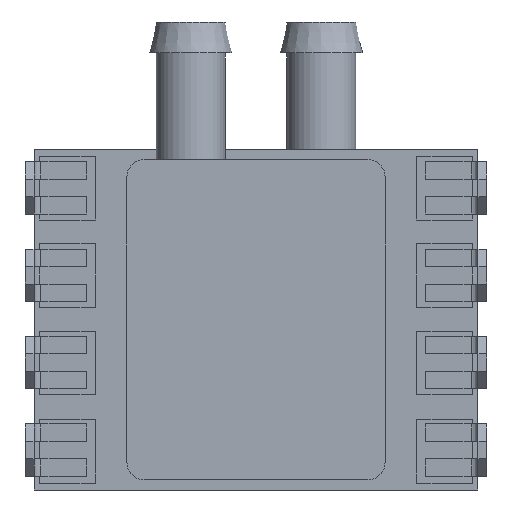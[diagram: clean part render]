
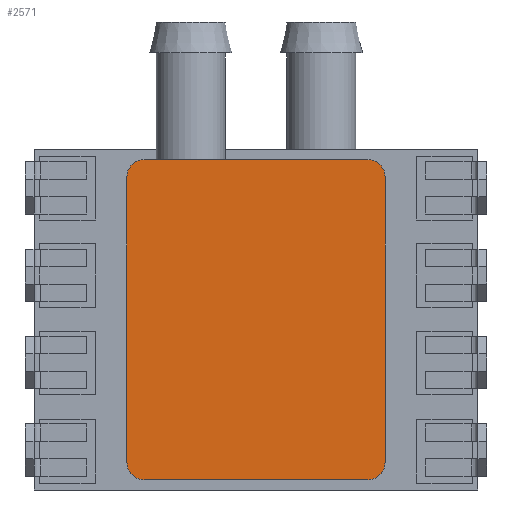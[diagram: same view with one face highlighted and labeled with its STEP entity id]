
A CAD part, front view. The second image highlights one B-rep face of the part: STEP entity #2571.
In plain terms, the highlighted planar face has unit normal (0, -1, 0).
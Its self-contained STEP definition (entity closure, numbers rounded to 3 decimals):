
#121=CIRCLE('',#2742,0.5);
#122=CIRCLE('',#2745,0.5);
#123=CIRCLE('',#2746,0.5);
#124=CIRCLE('',#2747,0.5);
#278=FACE_OUTER_BOUND('',#438,.T.);
#438=EDGE_LOOP('',(#2261,#2262,#2263,#2264,#2265,#2266,#2267,#2268));
#748=LINE('',#4140,#1052);
#751=LINE('',#4146,#1055);
#752=LINE('',#4150,#1056);
#753=LINE('',#4154,#1057);
#1052=VECTOR('',#3384,8.3);
#1055=VECTOR('',#3389,6.5);
#1056=VECTOR('',#3392,8.3);
#1057=VECTOR('',#3395,6.5);
#1276=VERTEX_POINT('',#4133);
#1277=VERTEX_POINT('',#4135);
#1278=VERTEX_POINT('',#4139);
#1280=VERTEX_POINT('',#4145);
#1281=VERTEX_POINT('',#4147);
#1282=VERTEX_POINT('',#4149);
#1283=VERTEX_POINT('',#4151);
#1284=VERTEX_POINT('',#4153);
#1610=EDGE_CURVE('',#1276,#1277,#121,.T.);
#1612=EDGE_CURVE('',#1277,#1278,#748,.T.);
#1615=EDGE_CURVE('',#1280,#1276,#751,.T.);
#1616=EDGE_CURVE('',#1281,#1280,#122,.T.);
#1617=EDGE_CURVE('',#1282,#1281,#752,.T.);
#1618=EDGE_CURVE('',#1283,#1282,#123,.T.);
#1619=EDGE_CURVE('',#1284,#1283,#753,.T.);
#1620=EDGE_CURVE('',#1278,#1284,#124,.T.);
#2261=ORIENTED_EDGE('',*,*,#1610,.F.);
#2262=ORIENTED_EDGE('',*,*,#1615,.F.);
#2263=ORIENTED_EDGE('',*,*,#1616,.F.);
#2264=ORIENTED_EDGE('',*,*,#1617,.F.);
#2265=ORIENTED_EDGE('',*,*,#1618,.F.);
#2266=ORIENTED_EDGE('',*,*,#1619,.F.);
#2267=ORIENTED_EDGE('',*,*,#1620,.F.);
#2268=ORIENTED_EDGE('',*,*,#1612,.F.);
#2436=PLANE('',#2744);
#2571=ADVANCED_FACE('',(#278),#2436,.T.);
#2742=AXIS2_PLACEMENT_3D('',#4136,#3379,#3380);
#2744=AXIS2_PLACEMENT_3D('',#4144,#3387,#3388);
#2745=AXIS2_PLACEMENT_3D('',#4148,#3390,#3391);
#2746=AXIS2_PLACEMENT_3D('',#4152,#3393,#3394);
#2747=AXIS2_PLACEMENT_3D('',#4155,#3396,#3397);
#3379=DIRECTION('center_axis',(0.,1.,0.));
#3380=DIRECTION('ref_axis',(0.707,0.,-0.707));
#3384=DIRECTION('',(-1.,0.,0.));
#3387=DIRECTION('center_axis',(0.,-1.,0.));
#3388=DIRECTION('ref_axis',(0.,0.,-1.));
#3389=DIRECTION('',(0.,0.,-1.));
#3390=DIRECTION('center_axis',(0.,1.,0.));
#3391=DIRECTION('ref_axis',(0.707,0.,0.707));
#3392=DIRECTION('',(1.,0.,0.));
#3393=DIRECTION('center_axis',(0.,1.,0.));
#3394=DIRECTION('ref_axis',(-0.707,0.,0.707));
#3395=DIRECTION('',(0.,0.,1.));
#3396=DIRECTION('center_axis',(0.,1.,0.));
#3397=DIRECTION('ref_axis',(-0.707,0.,-0.707));
#4133=CARTESIAN_POINT('',(4.65,0.,-3.25));
#4135=CARTESIAN_POINT('',(4.15,0.,-3.75));
#4136=CARTESIAN_POINT('Origin',(4.15,0.,-3.25));
#4139=CARTESIAN_POINT('',(-4.15,0.,-3.75));
#4140=CARTESIAN_POINT('',(4.65,0.,-3.75));
#4144=CARTESIAN_POINT('Origin',(0.,0.,0.));
#4145=CARTESIAN_POINT('',(4.65,0.,3.25));
#4146=CARTESIAN_POINT('',(4.65,0.,3.75));
#4147=CARTESIAN_POINT('',(4.15,0.,3.75));
#4148=CARTESIAN_POINT('Origin',(4.15,0.,3.25));
#4149=CARTESIAN_POINT('',(-4.15,0.,3.75));
#4150=CARTESIAN_POINT('',(-4.65,0.,3.75));
#4151=CARTESIAN_POINT('',(-4.65,0.,3.25));
#4152=CARTESIAN_POINT('Origin',(-4.15,0.,3.25));
#4153=CARTESIAN_POINT('',(-4.65,0.,-3.25));
#4154=CARTESIAN_POINT('',(-4.65,0.,-3.75));
#4155=CARTESIAN_POINT('Origin',(-4.15,0.,-3.25));
